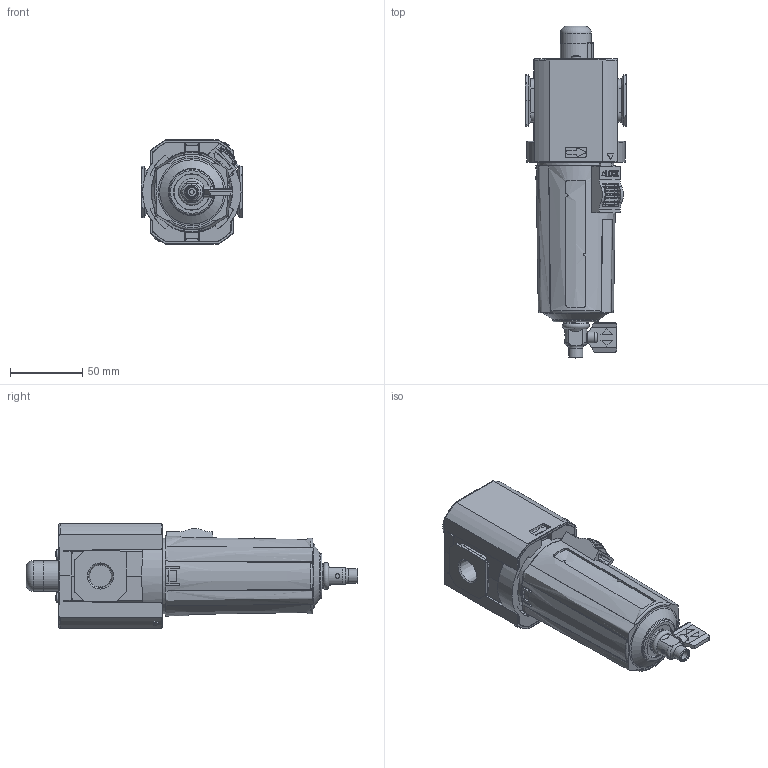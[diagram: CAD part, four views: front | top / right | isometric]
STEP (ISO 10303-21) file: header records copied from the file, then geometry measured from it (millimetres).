
FILE_DESCRIPTION( ( 'STEP AP214' ), '1' );
FILE_NAME( 'F84C-3AD-QP0(0).stp', '2019-03-03T03:18:17', ( '' ), ( '' ), ' ', 'PARTsolutions', ' ' );
FILE_SCHEMA( ( 'AUTOMOTIVE_DESIGN { 1 0 10303 214 1 1 1 1 }' ) );
Length unit declared in the file: millimetre
Products named in the file (9): F84C-3AD-QP0(0); _840001-3-A-F84C; _840036-84_F84C; _840092-89; _840025-60_F84C_B; _840003-50_F84C_D; _5797-60-72; _5797-60-72_L; _5797-60-72_S
Assembly tree (9 placements, depth 2):
  F84C-3AD-QP0(0)
    _840001-3-A-F84C
    _840036-84_F84C
    _840092-89
    _840025-60_F84C_B
    _840003-50_F84C_D
    _5797-60-72
    _5797-60-72_L
    _5797-60-72_S  x2
Bounding box: 70.25 x 229.45 x 72 mm (x, y, z)
Volume: 478324.3 mm3; surface area: 101213.5 mm2
Topology: 9 solids, 9 shells, 1074 faces, 2947 edges, 1947 vertices
Faces by surface type: plane 533, cylinder 397, torus 70, cone 54, bspline 18, sphere 2
Full cylindrical faces by diameter (mm): 2 x2, 3.12 x1, 3.2 x1, 4 x2, 4.134 x2, 4.5 x2, 6 x1, 6.35 x1, 6.6 x2, 7 x2, 8 x1, 9.5 x1, 9.728 x1, 15.9 x3, 21.2 x1, 23 x1, 24.6 x1, 38.7 x1, 62.5 x1
Entity records: 43707 total; most frequent: CARTESIAN_POINT 9645, ORIENTED_EDGE 5498, DIRECTION 5151, EDGE_CURVE 2749, AXIS2_PLACEMENT_3D 1887, VERTEX_POINT 1863, LINE 1377, VECTOR 1377
